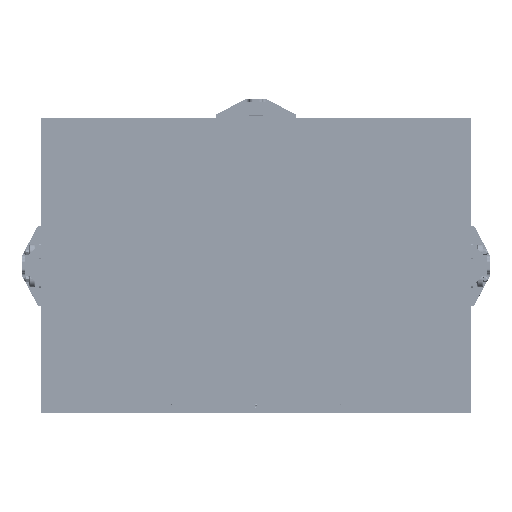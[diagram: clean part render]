
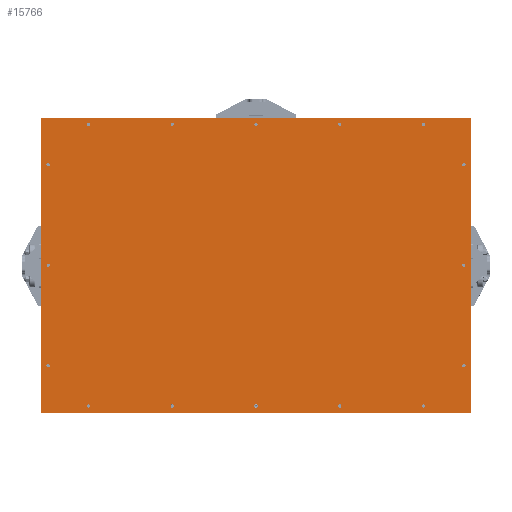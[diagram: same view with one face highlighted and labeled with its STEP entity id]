
A CAD part, top view. The second image highlights one B-rep face of the part: STEP entity #15766.
In plain terms, the highlighted planar face has unit normal (0, 0, 1).
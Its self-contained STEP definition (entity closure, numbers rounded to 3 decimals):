
#905=CIRCLE('',#16916,2.5);
#907=CIRCLE('',#16919,2.5);
#909=CIRCLE('',#16922,2.5);
#911=CIRCLE('',#16925,2.5);
#913=CIRCLE('',#16928,2.5);
#915=CIRCLE('',#16931,2.5);
#917=CIRCLE('',#16934,2.5);
#919=CIRCLE('',#16937,2.5);
#921=CIRCLE('',#16940,2.5);
#923=CIRCLE('',#16943,2.5);
#925=CIRCLE('',#16946,2.5);
#927=CIRCLE('',#16949,2.5);
#929=CIRCLE('',#16952,2.5);
#931=CIRCLE('',#16955,2.5);
#933=CIRCLE('',#16958,2.5);
#935=CIRCLE('',#16961,2.5);
#1781=FACE_BOUND('',#3348,.T.);
#1782=FACE_BOUND('',#3349,.T.);
#1783=FACE_BOUND('',#3350,.T.);
#1784=FACE_BOUND('',#3351,.T.);
#1785=FACE_BOUND('',#3352,.T.);
#1786=FACE_BOUND('',#3353,.T.);
#1787=FACE_BOUND('',#3354,.T.);
#1788=FACE_BOUND('',#3355,.T.);
#1789=FACE_BOUND('',#3356,.T.);
#1790=FACE_BOUND('',#3357,.T.);
#1791=FACE_BOUND('',#3358,.T.);
#1792=FACE_BOUND('',#3359,.T.);
#1793=FACE_BOUND('',#3360,.T.);
#1794=FACE_BOUND('',#3361,.T.);
#1795=FACE_BOUND('',#3362,.T.);
#1796=FACE_BOUND('',#3363,.T.);
#2325=FACE_OUTER_BOUND('',#3347,.T.);
#3347=EDGE_LOOP('',(#12337,#12338,#12339,#12340));
#3348=EDGE_LOOP('',(#12341));
#3349=EDGE_LOOP('',(#12342));
#3350=EDGE_LOOP('',(#12343));
#3351=EDGE_LOOP('',(#12344));
#3352=EDGE_LOOP('',(#12345));
#3353=EDGE_LOOP('',(#12346));
#3354=EDGE_LOOP('',(#12347));
#3355=EDGE_LOOP('',(#12348));
#3356=EDGE_LOOP('',(#12349));
#3357=EDGE_LOOP('',(#12350));
#3358=EDGE_LOOP('',(#12351));
#3359=EDGE_LOOP('',(#12352));
#3360=EDGE_LOOP('',(#12353));
#3361=EDGE_LOOP('',(#12354));
#3362=EDGE_LOOP('',(#12355));
#3363=EDGE_LOOP('',(#12356));
#4651=LINE('',#30926,#6121);
#4654=LINE('',#30932,#6124);
#4657=LINE('',#30938,#6127);
#4660=LINE('',#30942,#6130);
#6121=VECTOR('',#19799,10.);
#6124=VECTOR('',#19804,10.);
#6127=VECTOR('',#19809,10.);
#6130=VECTOR('',#19814,10.);
#7514=VERTEX_POINT('',#30824);
#7516=VERTEX_POINT('',#30830);
#7518=VERTEX_POINT('',#30836);
#7520=VERTEX_POINT('',#30842);
#7522=VERTEX_POINT('',#30848);
#7524=VERTEX_POINT('',#30854);
#7526=VERTEX_POINT('',#30860);
#7528=VERTEX_POINT('',#30866);
#7530=VERTEX_POINT('',#30872);
#7532=VERTEX_POINT('',#30878);
#7534=VERTEX_POINT('',#30884);
#7536=VERTEX_POINT('',#30890);
#7538=VERTEX_POINT('',#30896);
#7540=VERTEX_POINT('',#30902);
#7542=VERTEX_POINT('',#30908);
#7544=VERTEX_POINT('',#30914);
#7548=VERTEX_POINT('',#30923);
#7549=VERTEX_POINT('',#30925);
#7551=VERTEX_POINT('',#30931);
#7553=VERTEX_POINT('',#30937);
#9226=EDGE_CURVE('',#7514,#7514,#905,.T.);
#9229=EDGE_CURVE('',#7516,#7516,#907,.T.);
#9232=EDGE_CURVE('',#7518,#7518,#909,.T.);
#9235=EDGE_CURVE('',#7520,#7520,#911,.T.);
#9238=EDGE_CURVE('',#7522,#7522,#913,.T.);
#9241=EDGE_CURVE('',#7524,#7524,#915,.T.);
#9244=EDGE_CURVE('',#7526,#7526,#917,.T.);
#9247=EDGE_CURVE('',#7528,#7528,#919,.T.);
#9250=EDGE_CURVE('',#7530,#7530,#921,.T.);
#9253=EDGE_CURVE('',#7532,#7532,#923,.T.);
#9256=EDGE_CURVE('',#7534,#7534,#925,.T.);
#9259=EDGE_CURVE('',#7536,#7536,#927,.T.);
#9262=EDGE_CURVE('',#7538,#7538,#929,.T.);
#9265=EDGE_CURVE('',#7540,#7540,#931,.T.);
#9268=EDGE_CURVE('',#7542,#7542,#933,.T.);
#9271=EDGE_CURVE('',#7544,#7544,#935,.T.);
#9276=EDGE_CURVE('',#7549,#7548,#4651,.T.);
#9279=EDGE_CURVE('',#7551,#7549,#4654,.T.);
#9282=EDGE_CURVE('',#7553,#7551,#4657,.T.);
#9285=EDGE_CURVE('',#7548,#7553,#4660,.T.);
#12337=ORIENTED_EDGE('',*,*,#9285,.T.);
#12338=ORIENTED_EDGE('',*,*,#9282,.T.);
#12339=ORIENTED_EDGE('',*,*,#9279,.T.);
#12340=ORIENTED_EDGE('',*,*,#9276,.T.);
#12341=ORIENTED_EDGE('',*,*,#9271,.T.);
#12342=ORIENTED_EDGE('',*,*,#9268,.T.);
#12343=ORIENTED_EDGE('',*,*,#9265,.T.);
#12344=ORIENTED_EDGE('',*,*,#9262,.T.);
#12345=ORIENTED_EDGE('',*,*,#9259,.T.);
#12346=ORIENTED_EDGE('',*,*,#9256,.T.);
#12347=ORIENTED_EDGE('',*,*,#9253,.T.);
#12348=ORIENTED_EDGE('',*,*,#9250,.T.);
#12349=ORIENTED_EDGE('',*,*,#9247,.T.);
#12350=ORIENTED_EDGE('',*,*,#9244,.T.);
#12351=ORIENTED_EDGE('',*,*,#9241,.T.);
#12352=ORIENTED_EDGE('',*,*,#9238,.T.);
#12353=ORIENTED_EDGE('',*,*,#9235,.T.);
#12354=ORIENTED_EDGE('',*,*,#9232,.T.);
#12355=ORIENTED_EDGE('',*,*,#9229,.T.);
#12356=ORIENTED_EDGE('',*,*,#9226,.T.);
#15082=PLANE('',#16967);
#15766=ADVANCED_FACE('',(#2325,#1781,#1782,#1783,#1784,#1785,#1786,#1787,
#1788,#1789,#1790,#1791,#1792,#1793,#1794,#1795,#1796),#15082,.T.);
#16916=AXIS2_PLACEMENT_3D('',#30825,#19685,#19686);
#16919=AXIS2_PLACEMENT_3D('',#30831,#19692,#19693);
#16922=AXIS2_PLACEMENT_3D('',#30837,#19699,#19700);
#16925=AXIS2_PLACEMENT_3D('',#30843,#19706,#19707);
#16928=AXIS2_PLACEMENT_3D('',#30849,#19713,#19714);
#16931=AXIS2_PLACEMENT_3D('',#30855,#19720,#19721);
#16934=AXIS2_PLACEMENT_3D('',#30861,#19727,#19728);
#16937=AXIS2_PLACEMENT_3D('',#30867,#19734,#19735);
#16940=AXIS2_PLACEMENT_3D('',#30873,#19741,#19742);
#16943=AXIS2_PLACEMENT_3D('',#30879,#19748,#19749);
#16946=AXIS2_PLACEMENT_3D('',#30885,#19755,#19756);
#16949=AXIS2_PLACEMENT_3D('',#30891,#19762,#19763);
#16952=AXIS2_PLACEMENT_3D('',#30897,#19769,#19770);
#16955=AXIS2_PLACEMENT_3D('',#30903,#19776,#19777);
#16958=AXIS2_PLACEMENT_3D('',#30909,#19783,#19784);
#16961=AXIS2_PLACEMENT_3D('',#30915,#19790,#19791);
#16967=AXIS2_PLACEMENT_3D('',#30943,#19815,#19816);
#19685=DIRECTION('center_axis',(0.,0.,-1.));
#19686=DIRECTION('ref_axis',(-1.,0.,0.));
#19692=DIRECTION('center_axis',(0.,0.,-1.));
#19693=DIRECTION('ref_axis',(-1.,0.,0.));
#19699=DIRECTION('center_axis',(0.,0.,-1.));
#19700=DIRECTION('ref_axis',(-1.,0.,0.));
#19706=DIRECTION('center_axis',(0.,0.,-1.));
#19707=DIRECTION('ref_axis',(-1.,0.,0.));
#19713=DIRECTION('center_axis',(0.,0.,-1.));
#19714=DIRECTION('ref_axis',(-1.,0.,0.));
#19720=DIRECTION('center_axis',(0.,0.,-1.));
#19721=DIRECTION('ref_axis',(-1.,0.,0.));
#19727=DIRECTION('center_axis',(0.,0.,-1.));
#19728=DIRECTION('ref_axis',(-1.,0.,0.));
#19734=DIRECTION('center_axis',(0.,0.,-1.));
#19735=DIRECTION('ref_axis',(-1.,0.,0.));
#19741=DIRECTION('center_axis',(0.,0.,-1.));
#19742=DIRECTION('ref_axis',(-1.,0.,0.));
#19748=DIRECTION('center_axis',(0.,0.,-1.));
#19749=DIRECTION('ref_axis',(-1.,0.,0.));
#19755=DIRECTION('center_axis',(0.,0.,-1.));
#19756=DIRECTION('ref_axis',(-1.,0.,0.));
#19762=DIRECTION('center_axis',(0.,0.,-1.));
#19763=DIRECTION('ref_axis',(-1.,0.,0.));
#19769=DIRECTION('center_axis',(0.,0.,-1.));
#19770=DIRECTION('ref_axis',(-1.,0.,0.));
#19776=DIRECTION('center_axis',(0.,0.,-1.));
#19777=DIRECTION('ref_axis',(-1.,0.,0.));
#19783=DIRECTION('center_axis',(0.,0.,-1.));
#19784=DIRECTION('ref_axis',(-1.,0.,0.));
#19790=DIRECTION('center_axis',(0.,0.,-1.));
#19791=DIRECTION('ref_axis',(-1.,0.,0.));
#19799=DIRECTION('',(1.,0.,0.));
#19804=DIRECTION('',(0.,-1.,0.));
#19809=DIRECTION('',(-1.,0.,0.));
#19814=DIRECTION('',(0.,1.,0.));
#19815=DIRECTION('center_axis',(0.,0.,1.));
#19816=DIRECTION('ref_axis',(1.,0.,0.));
#30824=CARTESIAN_POINT('',(127.5,-210.,13.5));
#30825=CARTESIAN_POINT('Origin',(125.,-210.,13.5));
#30830=CARTESIAN_POINT('',(252.5,-210.,13.5));
#30831=CARTESIAN_POINT('Origin',(250.,-210.,13.5));
#30836=CARTESIAN_POINT('',(2.5,-210.,13.5));
#30837=CARTESIAN_POINT('Origin',(0.,-210.,13.5));
#30842=CARTESIAN_POINT('',(-247.5,210.,13.5));
#30843=CARTESIAN_POINT('Origin',(-250.,210.,13.5));
#30848=CARTESIAN_POINT('',(312.5,150.,13.5));
#30849=CARTESIAN_POINT('Origin',(310.,150.,13.5));
#30854=CARTESIAN_POINT('',(-307.5,150.,13.5));
#30855=CARTESIAN_POINT('Origin',(-310.,150.,13.5));
#30860=CARTESIAN_POINT('',(127.5,210.,13.5));
#30861=CARTESIAN_POINT('Origin',(125.,210.,13.5));
#30866=CARTESIAN_POINT('',(2.5,210.,13.5));
#30867=CARTESIAN_POINT('Origin',(0.,210.,13.5));
#30872=CARTESIAN_POINT('',(252.5,210.,13.5));
#30873=CARTESIAN_POINT('Origin',(250.,210.,13.5));
#30878=CARTESIAN_POINT('',(-122.5,210.,13.5));
#30879=CARTESIAN_POINT('Origin',(-125.,210.,13.5));
#30884=CARTESIAN_POINT('',(-247.5,-210.,13.5));
#30885=CARTESIAN_POINT('Origin',(-250.,-210.,13.5));
#30890=CARTESIAN_POINT('',(-122.5,-210.,13.5));
#30891=CARTESIAN_POINT('Origin',(-125.,-210.,13.5));
#30896=CARTESIAN_POINT('',(-307.5,0.,13.5));
#30897=CARTESIAN_POINT('Origin',(-310.,0.,13.5));
#30902=CARTESIAN_POINT('',(-307.5,-150.,13.5));
#30903=CARTESIAN_POINT('Origin',(-310.,-150.,13.5));
#30908=CARTESIAN_POINT('',(312.5,-150.,13.5));
#30909=CARTESIAN_POINT('Origin',(310.,-150.,13.5));
#30914=CARTESIAN_POINT('',(312.5,0.,13.5));
#30915=CARTESIAN_POINT('Origin',(310.,0.,13.5));
#30923=CARTESIAN_POINT('',(320.,-220.,13.5));
#30925=CARTESIAN_POINT('',(-320.,-220.,13.5));
#30926=CARTESIAN_POINT('',(-160.,-220.,13.5));
#30931=CARTESIAN_POINT('',(-320.,220.,13.5));
#30932=CARTESIAN_POINT('',(-320.,110.,13.5));
#30937=CARTESIAN_POINT('',(320.,220.,13.5));
#30938=CARTESIAN_POINT('',(160.,220.,13.5));
#30942=CARTESIAN_POINT('',(320.,-110.,13.5));
#30943=CARTESIAN_POINT('Origin',(0.,0.,13.5));
